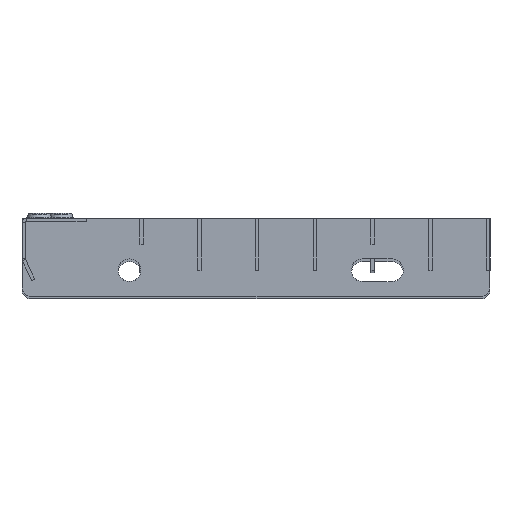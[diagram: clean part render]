
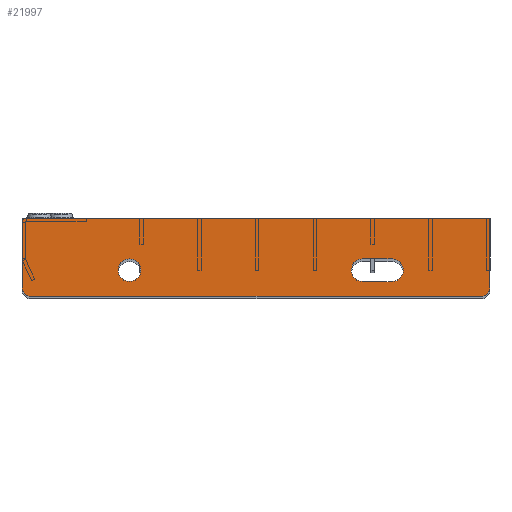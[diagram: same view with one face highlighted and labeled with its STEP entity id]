
A CAD part, top view. The second image highlights one B-rep face of the part: STEP entity #21997.
In plain terms, the highlighted face is planar.
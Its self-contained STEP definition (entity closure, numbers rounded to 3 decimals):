
#19 = DIRECTION ( 'NONE',  ( 0., 0., 1. ) ) ;
#35 = CIRCLE ( 'NONE', #30216, 6.5 ) ;
#180 = DIRECTION ( 'NONE',  ( 0., 0., -1. ) ) ;
#232 = EDGE_CURVE ( 'NONE', #10155, #1229, #10425, .T. ) ;
#284 = ORIENTED_EDGE ( 'NONE', *, *, #1205, .F. ) ;
#311 = LINE ( 'NONE', #27248, #11895 ) ;
#561 = CARTESIAN_POINT ( 'NONE',  ( 0., 0., 0. ) ) ;
#1205 = EDGE_CURVE ( 'NONE', #28737, #1966, #311, .T. ) ;
#1229 = VERTEX_POINT ( 'NONE', #2870 ) ;
#1377 = CARTESIAN_POINT ( 'NONE',  ( 265., 0., 45. ) ) ;
#1607 = AXIS2_PLACEMENT_3D ( 'NONE', #4821, #14588, #24365 ) ;
#1837 = CARTESIAN_POINT ( 'NONE',  ( 5., 0., 40. ) ) ;
#1850 = CARTESIAN_POINT ( 'NONE',  ( 62., 0., 30. ) ) ;
#1966 = VERTEX_POINT ( 'NONE', #561 ) ;
#2118 = AXIS2_PLACEMENT_3D ( 'NONE', #17937, #17778, #25629 ) ;
#2252 = FACE_OUTER_BOUND ( 'NONE', #16227, .T. ) ;
#2870 = CARTESIAN_POINT ( 'NONE',  ( 270., 0., 0. ) ) ;
#3106 = EDGE_CURVE ( 'NONE', #1966, #1229, #21094, .T. ) ;
#3279 = ORIENTED_EDGE ( 'NONE', *, *, #31673, .F. ) ;
#3373 = DIRECTION ( 'NONE',  ( 0., 1., 0. ) ) ;
#3478 = CARTESIAN_POINT ( 'NONE',  ( 196.5, 0., 36.5 ) ) ;
#3486 = DIRECTION ( 'NONE',  ( -1., 0., 0. ) ) ;
#4821 = CARTESIAN_POINT ( 'NONE',  ( 0., 0., 45. ) ) ;
#4826 = ORIENTED_EDGE ( 'NONE', *, *, #6671, .F. ) ;
#5271 = VECTOR ( 'NONE', #3486, 1000. ) ;
#5467 = EDGE_CURVE ( 'NONE', #6899, #5834, #28333, .T. ) ;
#5834 = VERTEX_POINT ( 'NONE', #6136 ) ;
#5893 = ORIENTED_EDGE ( 'NONE', *, *, #30666, .T. ) ;
#5943 = DIRECTION ( 'NONE',  ( 0., 0., 1. ) ) ;
#6136 = CARTESIAN_POINT ( 'NONE',  ( 213.5, 0., 36.5 ) ) ;
#6330 = CIRCLE ( 'NONE', #17589, 6.5 ) ;
#6661 = CARTESIAN_POINT ( 'NONE',  ( 0., 0., 40. ) ) ;
#6671 = EDGE_CURVE ( 'NONE', #14561, #7404, #22883, .T. ) ;
#6899 = VERTEX_POINT ( 'NONE', #26560 ) ;
#7404 = VERTEX_POINT ( 'NONE', #31638 ) ;
#7632 = DIRECTION ( 'NONE',  ( 1., 0., 0. ) ) ;
#8006 = CARTESIAN_POINT ( 'NONE',  ( 270., 0., 45. ) ) ;
#8750 = DIRECTION ( 'NONE',  ( 1., 0., 0. ) ) ;
#9000 = EDGE_CURVE ( 'NONE', #7404, #6899, #12710, .T. ) ;
#9035 = DIRECTION ( 'NONE',  ( 0., 1., 0. ) ) ;
#9399 = LINE ( 'NONE', #17250, #24248 ) ;
#9422 = CARTESIAN_POINT ( 'NONE',  ( 62., 0., 36.5 ) ) ;
#9973 = CARTESIAN_POINT ( 'NONE',  ( 213.5, 0., 30. ) ) ;
#10155 = VERTEX_POINT ( 'NONE', #29054 ) ;
#10425 = LINE ( 'NONE', #8006, #11349 ) ;
#11349 = VECTOR ( 'NONE', #180, 1000. ) ;
#11612 = DIRECTION ( 'NONE',  ( 0., 0., 1. ) ) ;
#11895 = VECTOR ( 'NONE', #19862, 1000. ) ;
#12017 = PLANE ( 'NONE',  #1607 ) ;
#12710 = CIRCLE ( 'NONE', #21387, 6.5 ) ;
#14133 = EDGE_LOOP ( 'NONE', ( #16097, #3279 ) ) ;
#14384 = CARTESIAN_POINT ( 'NONE',  ( 62., 0., 30. ) ) ;
#14561 = VERTEX_POINT ( 'NONE', #20250 ) ;
#14588 = DIRECTION ( 'NONE',  ( 0., 1., 0. ) ) ;
#15556 = AXIS2_PLACEMENT_3D ( 'NONE', #1837, #9035, #19 ) ;
#16097 = ORIENTED_EDGE ( 'NONE', *, *, #27465, .F. ) ;
#16227 = EDGE_LOOP ( 'NONE', ( #284, #30668, #5893, #17765, #30619, #26690 ) ) ;
#16766 = VECTOR ( 'NONE', #8750, 1000. ) ;
#16938 = VECTOR ( 'NONE', #18084, 1000. ) ;
#17159 = VERTEX_POINT ( 'NONE', #9422 ) ;
#17250 = CARTESIAN_POINT ( 'NONE',  ( 0., 0., 45. ) ) ;
#17474 = AXIS2_PLACEMENT_3D ( 'NONE', #1850, #19313, #11612 ) ;
#17589 = AXIS2_PLACEMENT_3D ( 'NONE', #14384, #24642, #19673 ) ;
#17765 = ORIENTED_EDGE ( 'NONE', *, *, #23402, .T. ) ;
#17778 = DIRECTION ( 'NONE',  ( 0., 1., 0. ) ) ;
#17937 = CARTESIAN_POINT ( 'NONE',  ( 265., 0., 40. ) ) ;
#18084 = DIRECTION ( 'NONE',  ( 1., 0., 0. ) ) ;
#18108 = CARTESIAN_POINT ( 'NONE',  ( 196.5, 0., 30. ) ) ;
#19197 = CARTESIAN_POINT ( 'NONE',  ( 5., 0., 45. ) ) ;
#19313 = DIRECTION ( 'NONE',  ( 0., 1., 0. ) ) ;
#19656 = CIRCLE ( 'NONE', #15556, 5. ) ;
#19673 = DIRECTION ( 'NONE',  ( 0., 0., 1. ) ) ;
#19862 = DIRECTION ( 'NONE',  ( 0., 0., -1. ) ) ;
#20250 = CARTESIAN_POINT ( 'NONE',  ( 213.5, 0., 23.5 ) ) ;
#21094 = LINE ( 'NONE', #23660, #16766 ) ;
#21351 = VERTEX_POINT ( 'NONE', #19197 ) ;
#21387 = AXIS2_PLACEMENT_3D ( 'NONE', #18108, #30575, #30424 ) ;
#21608 = ORIENTED_EDGE ( 'NONE', *, *, #5467, .F. ) ;
#21627 = EDGE_CURVE ( 'NONE', #5834, #14561, #35, .T. ) ;
#21997 = ADVANCED_FACE ( 'NONE', ( #24219, #27087, #2252 ), #12017, .T. ) ;
#22883 = LINE ( 'NONE', #27858, #5271 ) ;
#23402 = EDGE_CURVE ( 'NONE', #27315, #10155, #28222, .T. ) ;
#23660 = CARTESIAN_POINT ( 'NONE',  ( 0., 0., 0. ) ) ;
#24219 = FACE_BOUND ( 'NONE', #14133, .T. ) ;
#24248 = VECTOR ( 'NONE', #7632, 1000. ) ;
#24365 = DIRECTION ( 'NONE',  ( 0., 0., 1. ) ) ;
#24395 = VERTEX_POINT ( 'NONE', #25980 ) ;
#24642 = DIRECTION ( 'NONE',  ( 0., 1., 0. ) ) ;
#24862 = ORIENTED_EDGE ( 'NONE', *, *, #9000, .F. ) ;
#25629 = DIRECTION ( 'NONE',  ( 0., 0., 1. ) ) ;
#25980 = CARTESIAN_POINT ( 'NONE',  ( 62., 0., 23.5 ) ) ;
#26560 = CARTESIAN_POINT ( 'NONE',  ( 196.5, 0., 36.5 ) ) ;
#26690 = ORIENTED_EDGE ( 'NONE', *, *, #3106, .F. ) ;
#27087 = FACE_BOUND ( 'NONE', #31337, .T. ) ;
#27248 = CARTESIAN_POINT ( 'NONE',  ( 0., 0., 45. ) ) ;
#27315 = VERTEX_POINT ( 'NONE', #1377 ) ;
#27465 = EDGE_CURVE ( 'NONE', #17159, #24395, #28217, .T. ) ;
#27858 = CARTESIAN_POINT ( 'NONE',  ( 196.5, 0., 23.5 ) ) ;
#28217 = CIRCLE ( 'NONE', #17474, 6.5 ) ;
#28222 = CIRCLE ( 'NONE', #2118, 5. ) ;
#28333 = LINE ( 'NONE', #3478, #16938 ) ;
#28737 = VERTEX_POINT ( 'NONE', #6661 ) ;
#28846 = ORIENTED_EDGE ( 'NONE', *, *, #21627, .F. ) ;
#29054 = CARTESIAN_POINT ( 'NONE',  ( 270., 0., 40. ) ) ;
#30216 = AXIS2_PLACEMENT_3D ( 'NONE', #9973, #3373, #5943 ) ;
#30424 = DIRECTION ( 'NONE',  ( 0., 0., 1. ) ) ;
#30575 = DIRECTION ( 'NONE',  ( 0., 1., 0. ) ) ;
#30619 = ORIENTED_EDGE ( 'NONE', *, *, #232, .T. ) ;
#30666 = EDGE_CURVE ( 'NONE', #21351, #27315, #9399, .T. ) ;
#30668 = ORIENTED_EDGE ( 'NONE', *, *, #30844, .T. ) ;
#30844 = EDGE_CURVE ( 'NONE', #28737, #21351, #19656, .T. ) ;
#31337 = EDGE_LOOP ( 'NONE', ( #24862, #4826, #28846, #21608 ) ) ;
#31638 = CARTESIAN_POINT ( 'NONE',  ( 196.5, 0., 23.5 ) ) ;
#31673 = EDGE_CURVE ( 'NONE', #24395, #17159, #6330, .T. ) ;
